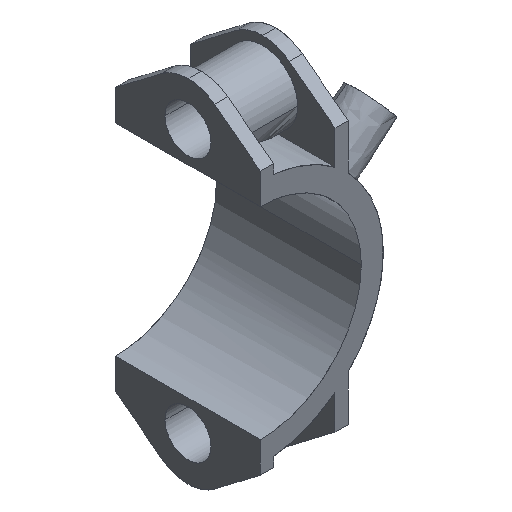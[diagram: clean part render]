
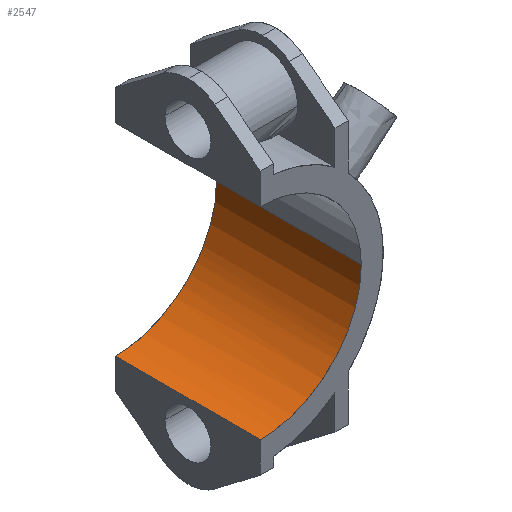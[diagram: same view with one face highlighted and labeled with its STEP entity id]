
A CAD part, isometric view. The second image highlights one B-rep face of the part: STEP entity #2547.
In plain terms, the highlighted free-form (B-spline) face has degree [2, 1] with [3, 2] control points.
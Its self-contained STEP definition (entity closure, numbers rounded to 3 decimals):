
#2547 = ADVANCED_FACE('',(#2548),#2628,.T.);
#2548 = FACE_BOUND('',#2549,.T.);
#2549 = EDGE_LOOP('',(#2550,#2560,#2568,#2576,#2584,#2591,#2599,#2607,
    #2615,#2623));
#2550 = ORIENTED_EDGE('',*,*,#2551,.F.);
#2551 = EDGE_CURVE('',#2552,#2554,#2556,.T.);
#2552 = VERTEX_POINT('',#2553);
#2553 = CARTESIAN_POINT('',(29.377,24.236,
    -16.683));
#2554 = VERTEX_POINT('',#2555);
#2555 = CARTESIAN_POINT('',(33.783,24.236,
    0.));
#2556 = ( BOUNDED_CURVE() B_SPLINE_CURVE(2,(#2557,#2558,#2559),
.UNSPECIFIED.,.F.,.F.) B_SPLINE_CURVE_WITH_KNOTS((3,3),(0.,
0.516),.PIECEWISE_BEZIER_KNOTS.) CURVE() 
GEOMETRIC_REPRESENTATION_ITEM() RATIONAL_B_SPLINE_CURVE((1.,
0.967,1.)) REPRESENTATION_ITEM('') );
#2557 = CARTESIAN_POINT('',(29.377,24.236,
    -16.683));
#2558 = CARTESIAN_POINT('',(33.783,24.236,
    -8.923));
#2559 = CARTESIAN_POINT('',(33.783,24.236,
    0.));
#2560 = ORIENTED_EDGE('',*,*,#2561,.F.);
#2561 = EDGE_CURVE('',#2562,#2552,#2564,.T.);
#2562 = VERTEX_POINT('',#2563);
#2563 = CARTESIAN_POINT('',(24.97,24.236,
    -22.755));
#2564 = ( BOUNDED_CURVE() B_SPLINE_CURVE(2,(#2565,#2566,#2567),
.UNSPECIFIED.,.F.,.F.) B_SPLINE_CURVE_WITH_KNOTS((3,3),(0.,0.223
),.PIECEWISE_BEZIER_KNOTS.) CURVE() GEOMETRIC_REPRESENTATION_ITEM() 
RATIONAL_B_SPLINE_CURVE((1.,0.994,1.)) REPRESENTATION_ITEM('') 
  );
#2565 = CARTESIAN_POINT('',(24.97,24.236,
    -22.755));
#2566 = CARTESIAN_POINT('',(27.513,24.236,
    -19.965));
#2567 = CARTESIAN_POINT('',(29.377,24.236,
    -16.683));
#2568 = ORIENTED_EDGE('',*,*,#2569,.F.);
#2569 = EDGE_CURVE('',#2570,#2562,#2572,.T.);
#2570 = VERTEX_POINT('',#2571);
#2571 = CARTESIAN_POINT('',(4.406,24.236,
    -33.494));
#2572 = ( BOUNDED_CURVE() B_SPLINE_CURVE(2,(#2573,#2574,#2575),
.UNSPECIFIED.,.F.,.F.) B_SPLINE_CURVE_WITH_KNOTS((3,3),(
0.,0.701),.PIECEWISE_BEZIER_KNOTS.) CURVE() 
GEOMETRIC_REPRESENTATION_ITEM() RATIONAL_B_SPLINE_CURVE((1.,
0.939,1.)) REPRESENTATION_ITEM('') );
#2573 = CARTESIAN_POINT('',(4.406,24.236,-33.494
    ));
#2574 = CARTESIAN_POINT('',(16.651,24.236,
    -31.883));
#2575 = CARTESIAN_POINT('',(24.97,24.236,
    -22.755));
#2576 = ORIENTED_EDGE('',*,*,#2577,.F.);
#2577 = EDGE_CURVE('',#2578,#2570,#2580,.T.);
#2578 = VERTEX_POINT('',#2579);
#2579 = CARTESIAN_POINT('',(0.,24.236,
    -33.783));
#2580 = ( BOUNDED_CURVE() B_SPLINE_CURVE(2,(#2581,#2582,#2583),
.UNSPECIFIED.,.F.,.F.) B_SPLINE_CURVE_WITH_KNOTS((3,3),(0.,
0.131),.PIECEWISE_BEZIER_KNOTS.) CURVE() 
GEOMETRIC_REPRESENTATION_ITEM() RATIONAL_B_SPLINE_CURVE((1.,
0.998,1.)) REPRESENTATION_ITEM('') );
#2581 = CARTESIAN_POINT('',(0.,24.236,
    -33.783));
#2582 = CARTESIAN_POINT('',(2.213,24.236,-33.783
    ));
#2583 = CARTESIAN_POINT('',(4.406,24.236,
    -33.494));
#2584 = ORIENTED_EDGE('',*,*,#2585,.F.);
#2585 = EDGE_CURVE('',#2586,#2578,#2588,.T.);
#2586 = VERTEX_POINT('',#2587);
#2587 = CARTESIAN_POINT('',(0.,-24.236,
    -33.783));
#2588 = B_SPLINE_CURVE_WITH_KNOTS('',1,(#2589,#2590),.UNSPECIFIED.,.F.,
  .F.,(2,2),(0.,33.),.PIECEWISE_BEZIER_KNOTS.);
#2589 = CARTESIAN_POINT('',(0.,-24.236,-33.783));
#2590 = CARTESIAN_POINT('',(0.,24.236,
    -33.783));
#2591 = ORIENTED_EDGE('',*,*,#2592,.F.);
#2592 = EDGE_CURVE('',#2593,#2586,#2595,.T.);
#2593 = VERTEX_POINT('',#2594);
#2594 = CARTESIAN_POINT('',(4.406,-24.236,
    -33.494));
#2595 = ( BOUNDED_CURVE() B_SPLINE_CURVE(2,(#2596,#2597,#2598),
.UNSPECIFIED.,.F.,.F.) B_SPLINE_CURVE_WITH_KNOTS((3,3),(0.,
0.131),.PIECEWISE_BEZIER_KNOTS.) CURVE() 
GEOMETRIC_REPRESENTATION_ITEM() RATIONAL_B_SPLINE_CURVE((1.,
0.998,1.)) REPRESENTATION_ITEM('') );
#2596 = CARTESIAN_POINT('',(4.406,-24.236,
    -33.494));
#2597 = CARTESIAN_POINT('',(2.213,-24.236,
    -33.783));
#2598 = CARTESIAN_POINT('',(0.,-24.236,
    -33.783));
#2599 = ORIENTED_EDGE('',*,*,#2600,.F.);
#2600 = EDGE_CURVE('',#2601,#2593,#2603,.T.);
#2601 = VERTEX_POINT('',#2602);
#2602 = CARTESIAN_POINT('',(24.97,-24.236,
    -22.755));
#2603 = ( BOUNDED_CURVE() B_SPLINE_CURVE(2,(#2604,#2605,#2606),
.UNSPECIFIED.,.F.,.F.) B_SPLINE_CURVE_WITH_KNOTS((3,3),(0.,
0.701),.PIECEWISE_BEZIER_KNOTS.) CURVE() 
GEOMETRIC_REPRESENTATION_ITEM() RATIONAL_B_SPLINE_CURVE((1.,
0.939,1.)) REPRESENTATION_ITEM('') );
#2604 = CARTESIAN_POINT('',(24.97,-24.236,
    -22.755));
#2605 = CARTESIAN_POINT('',(16.651,-24.236,
    -31.883));
#2606 = CARTESIAN_POINT('',(4.406,-24.236,
    -33.494));
#2607 = ORIENTED_EDGE('',*,*,#2608,.F.);
#2608 = EDGE_CURVE('',#2609,#2601,#2611,.T.);
#2609 = VERTEX_POINT('',#2610);
#2610 = CARTESIAN_POINT('',(29.377,-24.236,
    -16.683));
#2611 = ( BOUNDED_CURVE() B_SPLINE_CURVE(2,(#2612,#2613,#2614),
.UNSPECIFIED.,.F.,.F.) B_SPLINE_CURVE_WITH_KNOTS((3,3),(
0.,0.223),.PIECEWISE_BEZIER_KNOTS.) CURVE() 
GEOMETRIC_REPRESENTATION_ITEM() RATIONAL_B_SPLINE_CURVE((1.,
0.994,1.)) REPRESENTATION_ITEM('') );
#2612 = CARTESIAN_POINT('',(29.377,-24.236,
    -16.683));
#2613 = CARTESIAN_POINT('',(27.513,-24.236,
    -19.965));
#2614 = CARTESIAN_POINT('',(24.97,-24.236,
    -22.755));
#2615 = ORIENTED_EDGE('',*,*,#2616,.F.);
#2616 = EDGE_CURVE('',#2617,#2609,#2619,.T.);
#2617 = VERTEX_POINT('',#2618);
#2618 = CARTESIAN_POINT('',(33.783,-24.236,
    0.));
#2619 = ( BOUNDED_CURVE() B_SPLINE_CURVE(2,(#2620,#2621,#2622),
.UNSPECIFIED.,.F.,.F.) B_SPLINE_CURVE_WITH_KNOTS((3,3),(0.,
0.516),.PIECEWISE_BEZIER_KNOTS.) CURVE() 
GEOMETRIC_REPRESENTATION_ITEM() RATIONAL_B_SPLINE_CURVE((1.,
0.967,1.)) REPRESENTATION_ITEM('') );
#2620 = CARTESIAN_POINT('',(33.783,-24.236,
    0.));
#2621 = CARTESIAN_POINT('',(33.783,-24.236,
    -8.923));
#2622 = CARTESIAN_POINT('',(29.377,-24.236,
    -16.683));
#2623 = ORIENTED_EDGE('',*,*,#2624,.F.);
#2624 = EDGE_CURVE('',#2554,#2617,#2625,.T.);
#2625 = B_SPLINE_CURVE_WITH_KNOTS('',1,(#2626,#2627),.UNSPECIFIED.,.F.,
  .F.,(2,2),(0.,33.),.PIECEWISE_BEZIER_KNOTS.);
#2626 = CARTESIAN_POINT('',(33.783,24.236,
    0.));
#2627 = CARTESIAN_POINT('',(33.783,-24.236,
    0.));
#2628 = ( BOUNDED_SURFACE() B_SPLINE_SURFACE(2,1,(
    (#2629,#2630)
    ,(#2631,#2632)
    ,(#2633,#2634
)),.UNSPECIFIED.,.F.,.F.,.F.) B_SPLINE_SURFACE_WITH_KNOTS((3,3),(2,2),(
    4.712,6.283),(0.,33.),.PIECEWISE_BEZIER_KNOTS.) 
GEOMETRIC_REPRESENTATION_ITEM() RATIONAL_B_SPLINE_SURFACE((
    (1.,1.)
    ,(0.707,0.707)
,(1.,1.))) REPRESENTATION_ITEM('') SURFACE() );
#2629 = CARTESIAN_POINT('',(0.,-24.236,
    -33.783));
#2630 = CARTESIAN_POINT('',(0.,24.236,
    -33.783));
#2631 = CARTESIAN_POINT('',(33.783,-24.236,
    -33.783));
#2632 = CARTESIAN_POINT('',(33.783,24.236,
    -33.783));
#2633 = CARTESIAN_POINT('',(33.783,-24.236,
    0.));
#2634 = CARTESIAN_POINT('',(33.783,24.236,
    0.));
